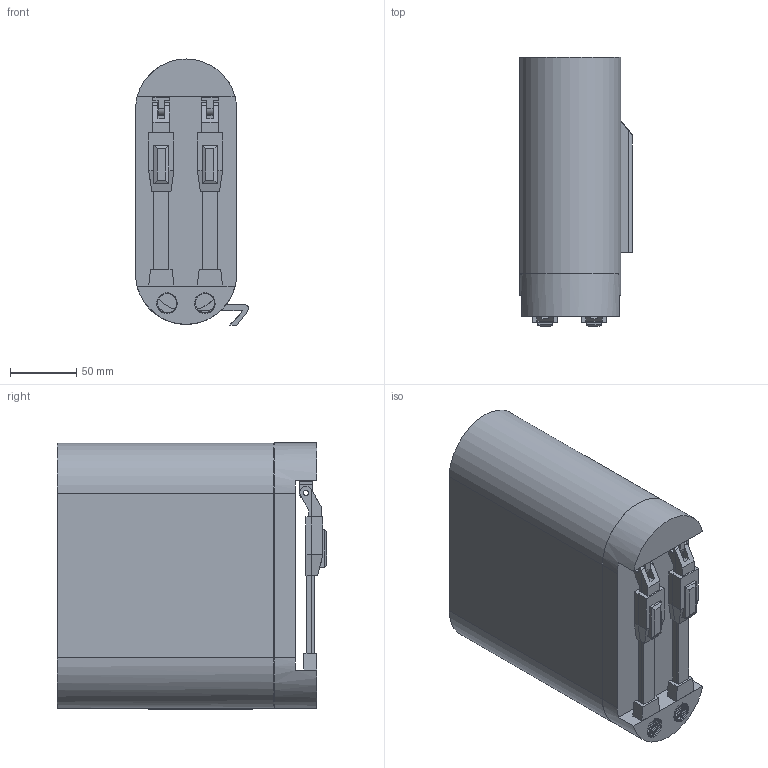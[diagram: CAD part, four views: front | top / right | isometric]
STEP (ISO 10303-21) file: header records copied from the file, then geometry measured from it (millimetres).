
FILE_DESCRIPTION(/* description */ (''),/* implementation_level */ '2;1');
FILE_NAME(/* name */ 'Battery Box with Cassette.step',/* time_stamp */ '2025-06-01T12:53:55-07:00',/* author */ (''),/* organization */ (''),/* preprocessor_version */ 'ST-DEVELOPER v20.1',/* originating_system */ 'Autodesk Translation Framework v14.10.0.0',/* authorisation */ '');
FILE_SCHEMA (('AUTOMOTIVE_DESIGN { 1 0 10303 214 3 1 1 }'));
Length unit declared in the file: millimetre
Products named in the file (6): Battery Box Cassette; REV-21-2151; Cassette; BatteryBox; BatteryBox_Cap; Battery Harness
Assembly tree (6 placements, depth 2):
  Battery Box Cassette
    REV-21-2151
    Cassette
    BatteryBox
    BatteryBox_Cap
    Battery Harness  x2
Bounding box: 85.11 x 202.91 x 200.5 mm (x, y, z)
Volume: 765759.7 mm3; surface area: 349876.3 mm2
Topology: 15 solids, 15 shells, 655 faces, 1834 edges, 1211 vertices
Faces by surface type: plane 535, cylinder 110, bspline 8, cone 2
Full cylindrical faces by diameter (mm): 3 x5, 3.5 x1, 4.013 x2, 5 x4, 5.5 x1, 14.516 x18, 15.875 x16, 23 x1, 30 x1, 31 x1
Entity records: 32886 total; most frequent: CARTESIAN_POINT 18677, ORIENTED_EDGE 3080, DIRECTION 2637, EDGE_CURVE 1540, LINE 1225, VECTOR 1225, VERTEX_POINT 1020, AXIS2_PLACEMENT_3D 706
